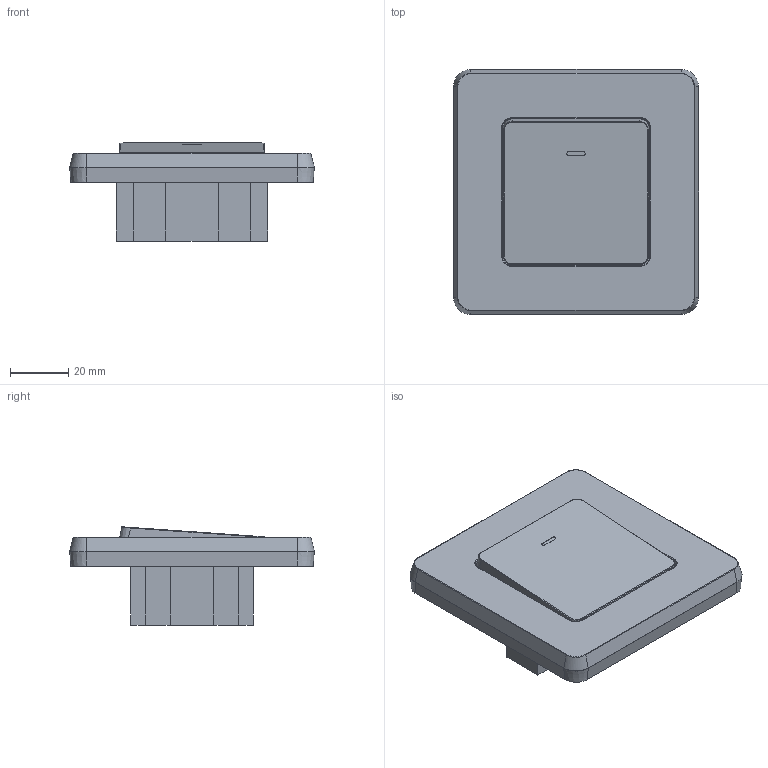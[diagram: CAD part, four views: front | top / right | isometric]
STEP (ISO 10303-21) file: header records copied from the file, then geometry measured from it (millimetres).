
FILE_DESCRIPTION (( 'STEP AP203' ), '1' );
FILE_NAME ('Âûêëþ÷àòåëü 1 êë ñ ïîäñâåòêîé.STEP', '2025-05-27T10:14:02', ( '' ), ( '' ), 'SwSTEP 2.0', 'SolidWorks 2022', '' );
FILE_SCHEMA (( 'CONFIG_CONTROL_DESIGN' ));
Length unit declared in the file: millimetre
Products named in the file (1): Выключатель 1 кл с подсветкой
Bounding box: 84 x 84 x 33.7 mm (x, y, z)
Volume: 106155.8 mm3; surface area: 21355.5 mm2
Topology: 5 solids, 5 shells, 123 faces, 292 edges, 183 vertices
Faces by surface type: plane 57, cylinder 28, bspline 26, cone 8, torus 4
Entity records: 5579 total; most frequent: CARTESIAN_POINT 3345, ORIENTED_EDGE 584, B_SPLINE_CURVE_WITH_KNOTS 292, EDGE_CURVE 292, DIRECTION 196, VERTEX_POINT 183, EDGE_LOOP 127, FACE_OUTER_BOUND 123
